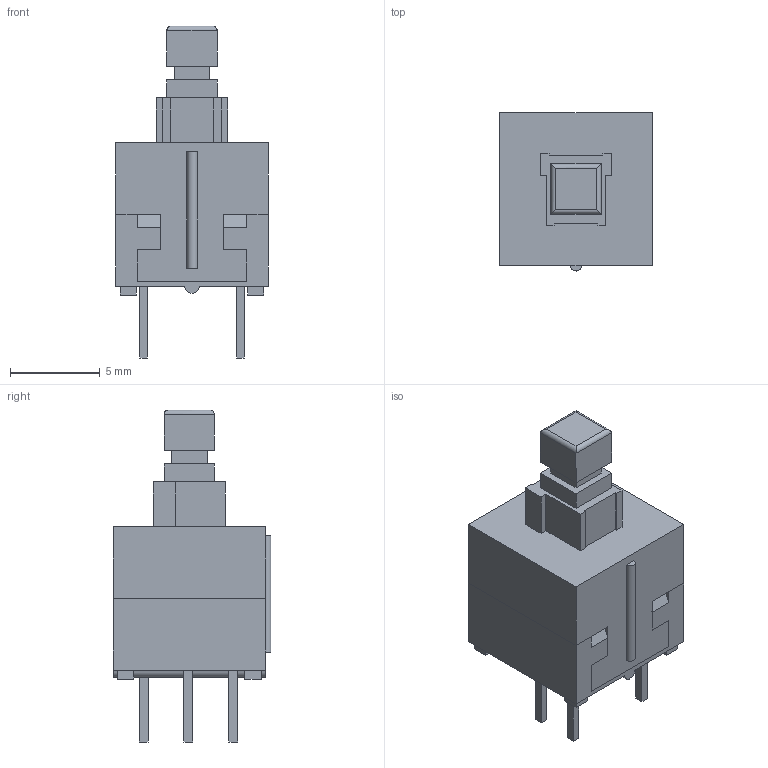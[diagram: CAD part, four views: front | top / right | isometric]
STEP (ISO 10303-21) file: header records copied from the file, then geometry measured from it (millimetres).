
FILE_DESCRIPTION(/* description */ (''),/* implementation_level */ '2;1');
FILE_NAME(/* name */ 'SW_TL2201_Push.step',/* time_stamp */ '2024-04-03T11:26:42+01:00',/* author */ (''),/* organization */ (''),/* preprocessor_version */ 'ST-DEVELOPER v20',/* originating_system */ 'Autodesk Translation Framework v12.20.1.177',/* authorisation */ '');
FILE_SCHEMA (('AUTOMOTIVE_DESIGN { 1 0 10303 214 3 1 1 }'));
Length unit declared in the file: inch
Products named in the file (1): SW_TL2201_Push
Bounding box: 8.5 x 8.8 x 18.5 mm (x, y, z)
Volume: 407.9 mm3; surface area: 1338.7 mm2
Topology: 10 solids, 10 shells, 300 faces, 816 edges, 540 vertices
Faces by surface type: plane 290, cylinder 10
Entity records: 9323 total; most frequent: CARTESIAN_POINT 1657, ORIENTED_EDGE 1632, DIRECTION 1434, EDGE_CURVE 816, LINE 800, VECTOR 800, VERTEX_POINT 540, AXIS2_PLACEMENT_3D 317
